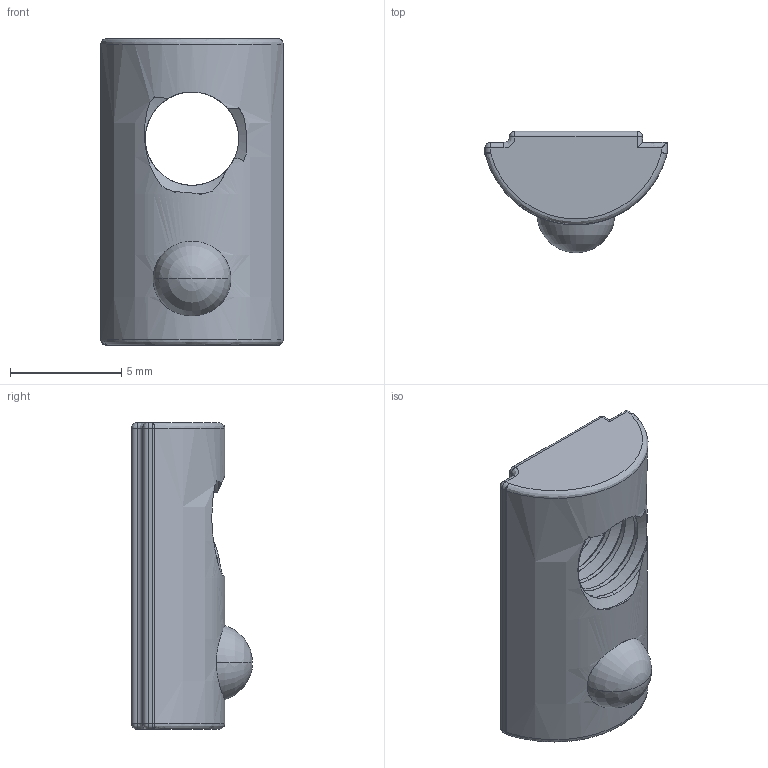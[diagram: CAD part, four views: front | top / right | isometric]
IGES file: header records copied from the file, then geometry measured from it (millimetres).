
Start section: SolidWorks IGES file using analytic representation for surfaces
Global section: file name: Ò-Ñóõàðü ïàç 6 ñ øàðèêîì.IGS; native system: SolidWorks 2019; preprocessor: SolidWorks 2019; author: Êîíñòðóêòîð; date: 190211.175004; units: millimetre
Bounding box: 8.2 x 5.45 x 13.8 mm (x, y, z)
Surface area: 396.3 mm2 (no closed solid volume)
Topology: 0 solids, 0 shells, 64 faces, 945 edges, 1084 vertices
Faces by surface type: revolution 42, bspline 22
